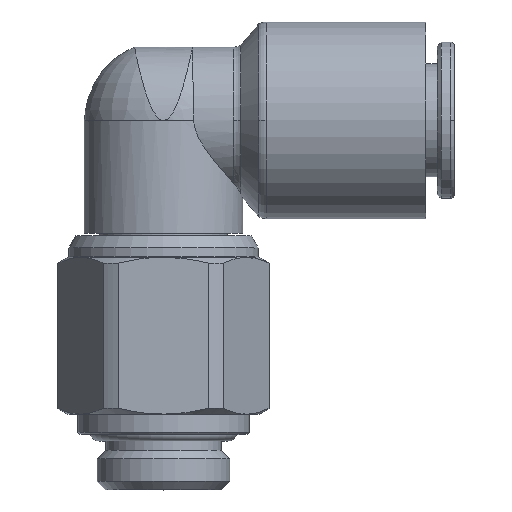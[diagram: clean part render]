
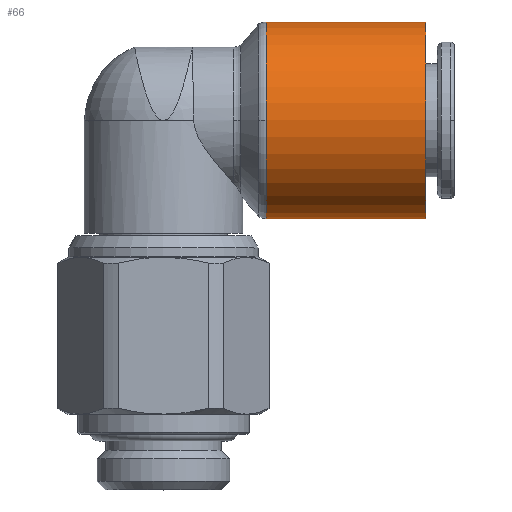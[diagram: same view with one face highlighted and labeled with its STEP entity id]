
A CAD part, top view. The second image highlights one B-rep face of the part: STEP entity #66.
In plain terms, the highlighted cylindrical face has radius 9.76 mm (diameter 19.52 mm), a partial arc.
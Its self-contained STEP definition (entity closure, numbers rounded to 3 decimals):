
#66=ADVANCED_FACE('',(#182),#183,.T.);
#182=FACE_OUTER_BOUND('',#381,.T.);
#183=CYLINDRICAL_SURFACE('',#382,9.76);
#381=EDGE_LOOP('',(#684,#685,#686,#687,#688));
#382=AXIS2_PLACEMENT_3D('',#689,#690,#691);
#684=ORIENTED_EDGE('',*,*,#1352,.F.);
#685=ORIENTED_EDGE('',*,*,#1353,.T.);
#686=ORIENTED_EDGE('',*,*,#1354,.T.);
#687=ORIENTED_EDGE('',*,*,#1355,.F.);
#688=ORIENTED_EDGE('',*,*,#1356,.F.);
#689=CARTESIAN_POINT('',(18.108,36.687,0.0));
#690=DIRECTION('',(1.0,0.0,0.0));
#691=DIRECTION('',(0.0,1.0,0.0));
#1352=EDGE_CURVE('',#1640,#1641,#1642,.T.);
#1353=EDGE_CURVE('',#1640,#1643,#1644,.T.);
#1354=EDGE_CURVE('',#1643,#1645,#1646,.T.);
#1355=EDGE_CURVE('',#1647,#1645,#1648,.T.);
#1356=EDGE_CURVE('',#1641,#1647,#1649,.T.);
#1640=VERTEX_POINT('',#2283);
#1641=VERTEX_POINT('',#2284);
#1642=LINE('',#2285,#2286);
#1643=VERTEX_POINT('',#2287);
#1644=CIRCLE('',#2288,9.76);
#1645=VERTEX_POINT('',#2289);
#1646=CIRCLE('',#2290,9.76);
#1647=VERTEX_POINT('',#2291);
#1648=LINE('',#2292,#2293);
#1649=CIRCLE('',#2294,9.76);
#2283=CARTESIAN_POINT('',(10.191,46.446,0.0));
#2284=CARTESIAN_POINT('',(26.026,46.446,0.0));
#2285=CARTESIAN_POINT('',(18.108,46.446,0.));
#2286=VECTOR('',#3179,1.0);
#2287=CARTESIAN_POINT('',(10.191,36.687,9.76));
#2288=AXIS2_PLACEMENT_3D('',#3180,#3181,#3182);
#2289=CARTESIAN_POINT('',(10.191,26.927,0.));
#2290=AXIS2_PLACEMENT_3D('',#3183,#3184,#3185);
#2291=CARTESIAN_POINT('',(26.026,26.927,0.));
#2292=CARTESIAN_POINT('',(18.108,26.927,0.));
#2293=VECTOR('',#3186,1.0);
#2294=AXIS2_PLACEMENT_3D('',#3187,#3188,#3189);
#3179=DIRECTION('',(1.0,0.0,0.0));
#3180=CARTESIAN_POINT('',(10.191,36.687,0.0));
#3181=DIRECTION('',(1.0,0.0,0.0));
#3182=DIRECTION('',(0.0,1.0,0.0));
#3183=CARTESIAN_POINT('',(10.191,36.687,0.0));
#3184=DIRECTION('',(1.0,0.0,0.0));
#3185=DIRECTION('',(0.0,1.0,0.0));
#3186=DIRECTION('',(-1.0,-0.0,-0.0));
#3187=CARTESIAN_POINT('',(26.026,36.687,0.0));
#3188=DIRECTION('',(1.0,0.0,0.0));
#3189=DIRECTION('',(0.0,1.0,0.0));
